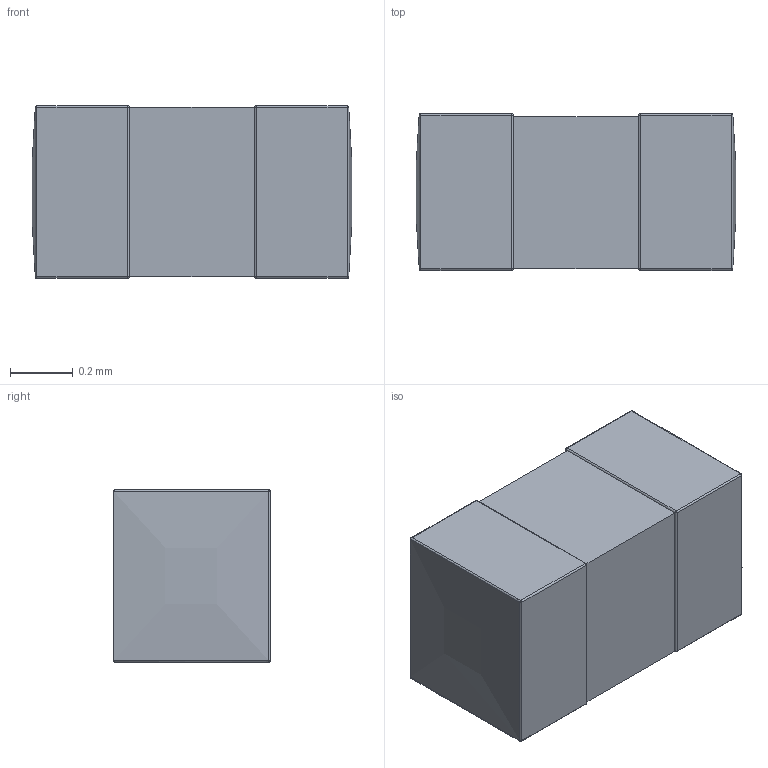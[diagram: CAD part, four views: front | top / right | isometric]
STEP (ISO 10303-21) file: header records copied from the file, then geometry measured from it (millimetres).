
FILE_DESCRIPTION (( 'STEP AP214' ), '1' );
FILE_NAME ('User Library-SMD Ceramic Capacitors_0402 (1005)_BD.STEP', '2019-01-02T09:56:16', ( '' ), ( '' ), 'SwSTEP 2.0', 'SolidWorks 2018', '' );
FILE_SCHEMA (( 'AUTOMOTIVE_DESIGN' ));
Length unit declared in the file: millimetre
Products named in the file (1): User Library-SMD Ceramic Capacitors_0402 (1005)_BD
Bounding box: 1.02 x 0.5 x 0.55 mm (x, y, z)
Volume: 0.3 mm3; surface area: 6.1 mm2
Topology: 3 solids, 3 shells, 62 faces, 128 edges, 64 vertices
Faces by surface type: plane 24, bspline 20, cylinder 18
Entity records: 1779 total; most frequent: CARTESIAN_POINT 577, ORIENTED_EDGE 240, DIRECTION 220, EDGE_CURVE 120, AXIS2_PLACEMENT_3D 75, LINE 70, VECTOR 70, VERTEX_POINT 64
